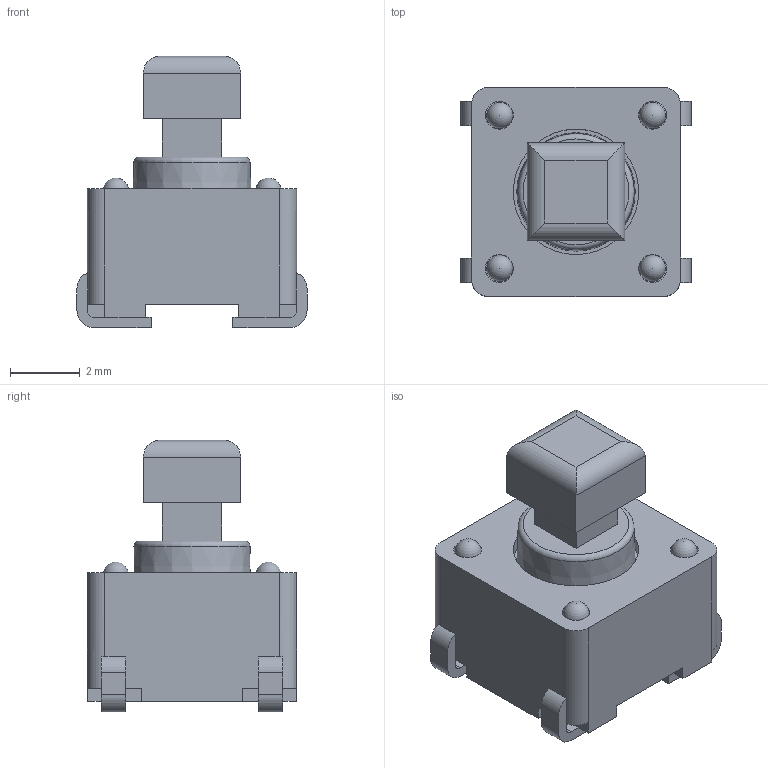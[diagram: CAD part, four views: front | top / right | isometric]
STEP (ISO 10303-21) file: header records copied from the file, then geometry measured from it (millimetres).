
FILE_DESCRIPTION((' '),'2;1');
FILE_NAME('TL3301SPFxxxxJ.stp','2017-07-24T08:20:25',(' '),(' '),' ','ACIS',' ');
FILE_SCHEMA(('CONFIG_CONTROL_DESIGN'));
Length unit declared in the file: inch
Products named in the file (1): TL3301SPFxxxxJ.stp
Bounding box: 6.6 x 6 x 7.8 mm (x, y, z)
Volume: 122.8 mm3; surface area: 337.1 mm2
Topology: 1 solids, 2 shells, 217 faces, 561 edges, 357 vertices
Faces by surface type: plane 135, cylinder 71, torus 5, sphere 4, cone 1, bspline 1
Full cylindrical faces by diameter (mm): 0.75 x4, 0.8 x4, 3.6 x1, 5 x1
Entity records: 6572 total; most frequent: CARTESIAN_POINT 1195, DIRECTION 1083, ORIENTED_EDGE 1072, EDGE_CURVE 536, VECTOR 407, LINE 407, VERTEX_POINT 351, AXIS2_PLACEMENT_3D 338
